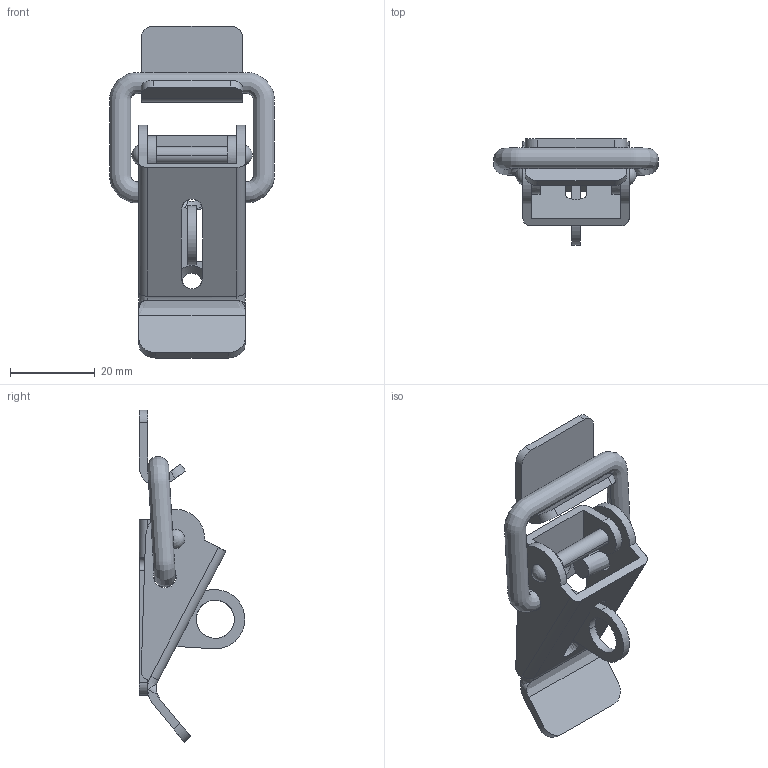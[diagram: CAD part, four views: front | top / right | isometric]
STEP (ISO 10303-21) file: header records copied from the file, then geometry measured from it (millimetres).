
FILE_DESCRIPTION((''),'2;1');
FILE_NAME('','2005-07-15T16:09:19',(''),(''),'','CADfix','');
FILE_SCHEMA(('AUTOMOTIVE_DESIGN'));
Length unit declared in the file: millimetre
Products named in the file (6): shaft; lever; keeper; base; arm; TL_278_4242_36
Assembly tree (5 placements, depth 2):
  TL_278_4242_36
    shaft
    lever
    keeper
    base
    arm
Bounding box: 39.02 x 25 x 78.53 mm (x, y, z)
Volume: 9521.4 mm3; surface area: 10553.7 mm2
Topology: 5 solids, 5 shells, 112 faces, 338 edges, 236 vertices
Faces by surface type: bspline 112
Entity records: 8120 total; most frequent: CARTESIAN_POINT 6102, ORIENTED_EDGE 672, EDGE_CURVE 336, VERTEX_POINT 236, QUASI_UNIFORM_CURVE 160, EDGE_LOOP 134, FACE_OUTER_BOUND 112, ADVANCED_FACE 112
